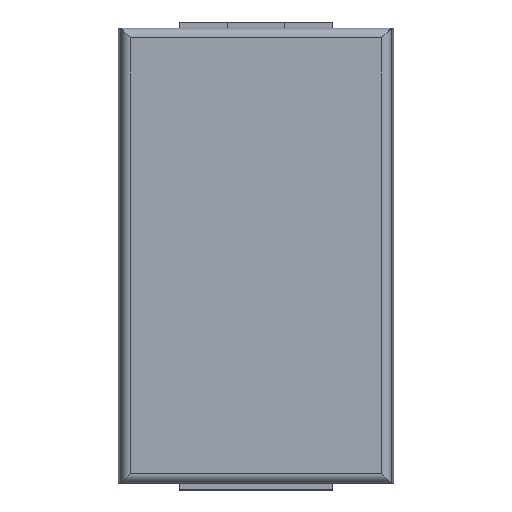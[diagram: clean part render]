
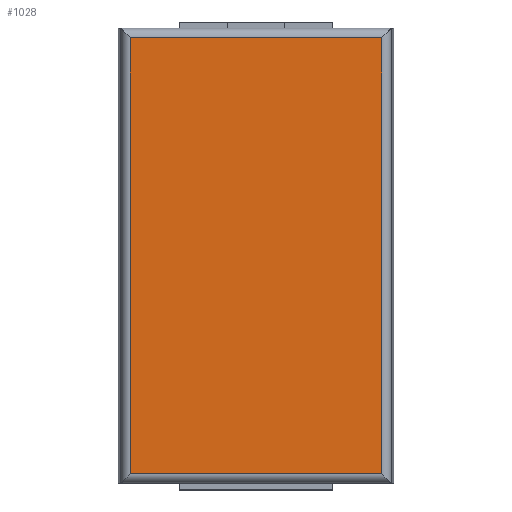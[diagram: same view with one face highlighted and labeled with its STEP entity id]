
A CAD part, top view. The second image highlights one B-rep face of the part: STEP entity #1028.
In plain terms, the highlighted planar face has unit normal (0, 0, 1).
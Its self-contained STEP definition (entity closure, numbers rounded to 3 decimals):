
#264=DIRECTION('',(0.,-1.,0.));
#265=VECTOR('',#264,6.8);
#266=CARTESIAN_POINT('',(-1.959,3.4,1.9));
#267=LINE('',#266,#265);
#268=DIRECTION('',(-1.,0.,0.));
#269=VECTOR('',#268,3.918);
#270=CARTESIAN_POINT('',(1.959,3.4,1.9));
#271=LINE('',#270,#269);
#272=DIRECTION('',(0.,1.,0.));
#273=VECTOR('',#272,6.8);
#274=CARTESIAN_POINT('',(1.959,-3.4,1.9));
#275=LINE('',#274,#273);
#276=DIRECTION('',(1.,0.,0.));
#277=VECTOR('',#276,3.918);
#278=CARTESIAN_POINT('',(-1.959,-3.4,1.9));
#279=LINE('',#278,#277);
#647=CARTESIAN_POINT('',(-1.959,3.4,1.9));
#648=CARTESIAN_POINT('',(-1.959,-3.4,1.9));
#649=VERTEX_POINT('',#647);
#650=VERTEX_POINT('',#648);
#659=CARTESIAN_POINT('',(1.959,-3.4,1.9));
#660=VERTEX_POINT('',#659);
#663=CARTESIAN_POINT('',(1.959,3.4,1.9));
#664=VERTEX_POINT('',#663);
#1015=CARTESIAN_POINT('',(0.,0.,1.9));
#1016=DIRECTION('',(0.,0.,1.));
#1017=DIRECTION('',(0.,1.,0.));
#1018=AXIS2_PLACEMENT_3D('',#1015,#1016,#1017);
#1019=PLANE('',#1018);
#1020=ORIENTED_EDGE('',*,*,#999,.F.);
#1021=ORIENTED_EDGE('',*,*,#956,.F.);
#1023=ORIENTED_EDGE('',*,*,#1022,.F.);
#1025=ORIENTED_EDGE('',*,*,#1024,.F.);
#1026=EDGE_LOOP('',(#1020,#1021,#1023,#1025));
#1027=FACE_OUTER_BOUND('',#1026,.F.);
#1028=ADVANCED_FACE('',(#1027),#1019,.T.);
#956=EDGE_CURVE('',#664,#649,#271,.T.);
#999=EDGE_CURVE('',#649,#650,#267,.T.);
#1022=EDGE_CURVE('',#660,#664,#275,.T.);
#1024=EDGE_CURVE('',#650,#660,#279,.T.);
